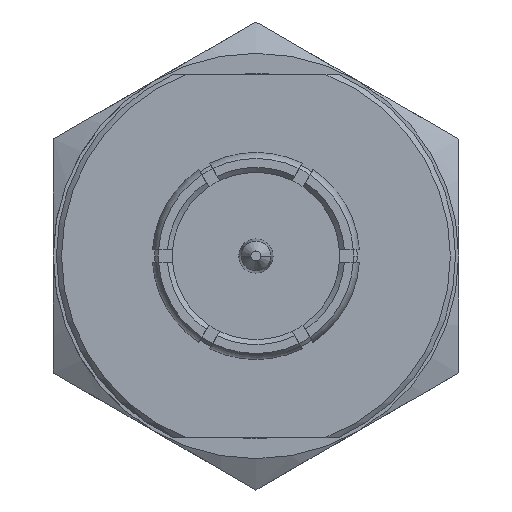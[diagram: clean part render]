
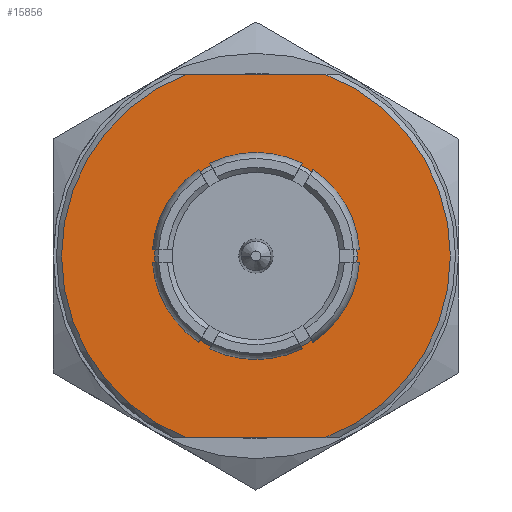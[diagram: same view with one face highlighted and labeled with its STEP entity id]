
A CAD part, left-side view. The second image highlights one B-rep face of the part: STEP entity #15856.
In plain terms, the highlighted planar face has unit normal (-1, 0, 0).
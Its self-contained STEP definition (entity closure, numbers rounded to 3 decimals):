
#5653=CARTESIAN_POINT('',(-21.43,0.,0.));
#5654=DIRECTION('',(-1.,0.,0.));
#5655=DIRECTION('',(0.,0.355,0.935));
#5656=AXIS2_PLACEMENT_3D('',#5653,#5654,#5655);
#5665=DIRECTION('',(0.,-1.,0.));
#5666=VECTOR('',#5665,5.45);
#5667=CARTESIAN_POINT('',(-21.43,2.725,-7.175));
#5668=LINE('',#5667,#5666);
#5669=DIRECTION('',(0.,1.,0.));
#5670=VECTOR('',#5669,5.45);
#5671=CARTESIAN_POINT('',(-21.43,-2.725,7.175));
#5672=LINE('',#5671,#5670);
#5673=CARTESIAN_POINT('',(-21.43,0.,0.));
#5674=DIRECTION('',(-1.,0.,0.));
#5675=DIRECTION('',(0.,1.,0.));
#5676=AXIS2_PLACEMENT_3D('',#5673,#5674,#5675);
#5678=CARTESIAN_POINT('',(-21.43,0.,0.));
#5679=DIRECTION('',(1.,0.,0.));
#5680=DIRECTION('',(0.,1.,0.));
#5681=AXIS2_PLACEMENT_3D('',#5678,#5679,#5680);
#5683=CARTESIAN_POINT('',(-21.43,0.,0.));
#5684=DIRECTION('',(-1.,0.,0.));
#5685=DIRECTION('',(0.,-0.355,-0.935));
#5686=AXIS2_PLACEMENT_3D('',#5683,#5684,#5685);
#7418=CARTESIAN_POINT('',(-21.43,4.,0.));
#7419=CARTESIAN_POINT('',(-21.43,-4.,0.));
#7420=VERTEX_POINT('',#7418);
#7421=VERTEX_POINT('',#7419);
#7583=CARTESIAN_POINT('',(-21.43,2.725,-7.175));
#7584=CARTESIAN_POINT('',(-21.43,-2.725,-7.175));
#7585=VERTEX_POINT('',#7583);
#7586=VERTEX_POINT('',#7584);
#7587=CARTESIAN_POINT('',(-21.43,-2.725,7.175));
#7588=CARTESIAN_POINT('',(-21.43,2.725,7.175));
#7589=VERTEX_POINT('',#7587);
#7590=VERTEX_POINT('',#7588);
#15838=CARTESIAN_POINT('',(-21.43,0.,0.));
#15839=DIRECTION('',(1.,0.,0.));
#15840=DIRECTION('',(0.,-1.,0.));
#15841=AXIS2_PLACEMENT_3D('',#15838,#15839,#15840);
#15842=PLANE('',#15841);
#15843=ORIENTED_EDGE('',*,*,#15804,.F.);
#15844=ORIENTED_EDGE('',*,*,#15832,.F.);
#15845=ORIENTED_EDGE('',*,*,#15755,.F.);
#15847=ORIENTED_EDGE('',*,*,#15846,.F.);
#15848=EDGE_LOOP('',(#15843,#15844,#15845,#15847));
#15849=FACE_OUTER_BOUND('',#15848,.F.);
#15851=ORIENTED_EDGE('',*,*,#15850,.T.);
#15853=ORIENTED_EDGE('',*,*,#15852,.F.);
#15854=EDGE_LOOP('',(#15851,#15853));
#15855=FACE_BOUND('',#15854,.F.);
#15856=ADVANCED_FACE('',(#15849,#15855),#15842,.F.);
#5657=CIRCLE('',#5656,7.675);
#5677=CIRCLE('',#5676,4.);
#5682=CIRCLE('',#5681,4.);
#5687=CIRCLE('',#5686,7.675);
#15755=EDGE_CURVE('',#7589,#7590,#5672,.T.);
#15804=EDGE_CURVE('',#7585,#7586,#5668,.T.);
#15832=EDGE_CURVE('',#7590,#7585,#5657,.T.);
#15846=EDGE_CURVE('',#7586,#7589,#5687,.T.);
#15850=EDGE_CURVE('',#7420,#7421,#5677,.T.);
#15852=EDGE_CURVE('',#7420,#7421,#5682,.T.);
